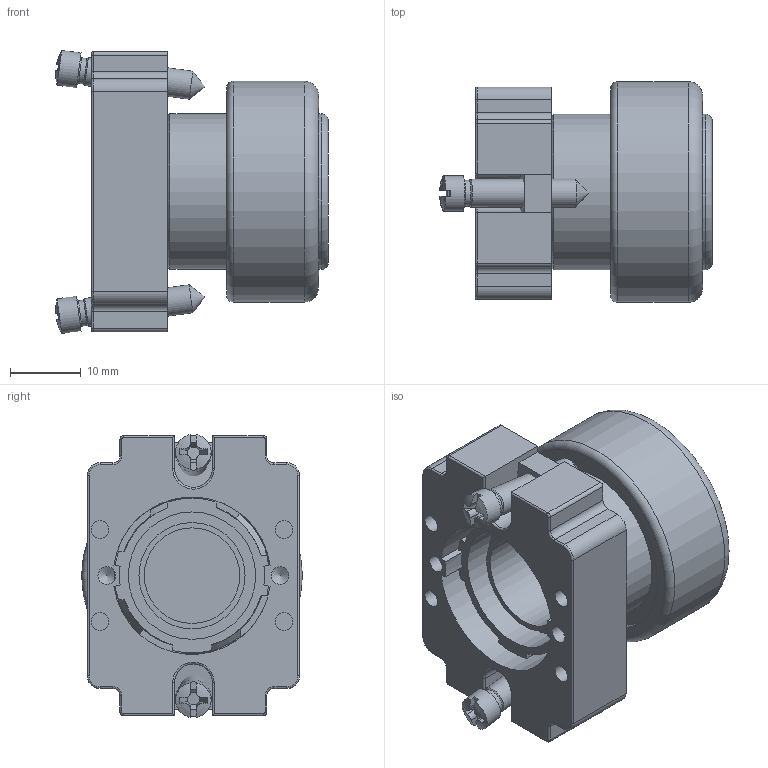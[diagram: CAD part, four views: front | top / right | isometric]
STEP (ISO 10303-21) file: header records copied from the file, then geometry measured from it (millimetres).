
FILE_DESCRIPTION(/* description */ (''),/* implementation_level */ '2;1');
FILE_NAME(/* name */ '2ABX.stp',/* time_stamp */ '2016-07-15T09:58:12-04:00',/* author */ ('CAD Station'),/* organization */ (''),/* preprocessor_version */ 'ST-DEVELOPER v16.1',/* originating_system */ 'Autodesk Inventor 2016',/* authorisation */ '');
FILE_SCHEMA (('AUTOMOTIVE_DESIGN { 1 0 10303 214 3 1 1 }'));
Length unit declared in the file: millimetre
Products named in the file (5): 2ABx; 2BRK; DIN 7985 (Z) M4x18-Z; 2BRK_1; 2ABx_assembly
Assembly tree (5 placements, depth 3):
  2ABx_assembly
    2ABx
    2BRK_1
      2BRK
      DIN 7985 (Z) M4x18-Z  x2
Bounding box: 38.54 x 31.2 x 39.97 mm (x, y, z)
Volume: 16023 mm3; surface area: 12005 mm2
Topology: 4 solids, 4 shells, 259 faces, 672 edges, 433 vertices
Faces by surface type: plane 133, cylinder 94, torus 15, cone 9, bspline 4, sphere 4
Full cylindrical faces by diameter (mm): 2.5 x6, 3 x2, 3.65 x2, 4 x2, 5 x2, 13.5 x1, 15 x1, 18 x1, 20.3 x1, 22 x2, 22.25 x1, 24.25 x1, 26.2 x1, 31.2 x1
Entity records: 7114 total; most frequent: CARTESIAN_POINT 1314, DIRECTION 1248, ORIENTED_EDGE 1112, EDGE_CURVE 556, AXIS2_PLACEMENT_3D 467, VERTEX_POINT 374, LINE 314, VECTOR 314
